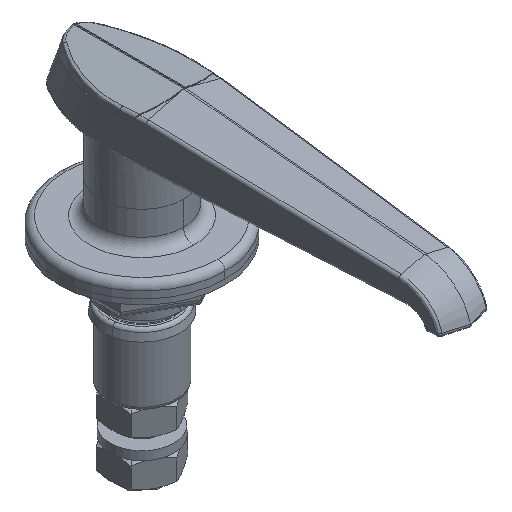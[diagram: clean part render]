
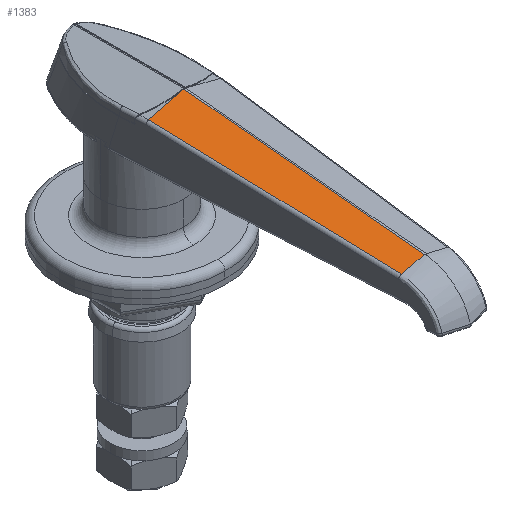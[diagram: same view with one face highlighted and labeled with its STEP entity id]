
A CAD part, isometric view. The second image highlights one B-rep face of the part: STEP entity #1383.
In plain terms, the highlighted planar face has unit normal (-0.259, -0.093, 0.961).
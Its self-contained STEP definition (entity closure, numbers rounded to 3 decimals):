
#184 = VERTEX_POINT ( 'NONE', #2838 ) ;
#1383 = ADVANCED_FACE ( 'NONE', ( #5485 ), #5483, .F. ) ;
#1384 = EDGE_LOOP ( 'NONE', ( #1385, #1388, #1448, #1451, #1454 ) ) ;
#1385 = ORIENTED_EDGE ( 'NONE', *, *, #1386, .T. ) ;
#1386 = EDGE_CURVE ( 'NONE', #1464, #1387, #5534, .T. ) ;
#1387 = VERTEX_POINT ( 'NONE', #5530 ) ;
#1388 = ORIENTED_EDGE ( 'NONE', *, *, #1389, .T. ) ;
#1389 = EDGE_CURVE ( 'NONE', #1387, #184, #5528, .T. ) ;
#1448 = ORIENTED_EDGE ( 'NONE', *, *, #1449, .T. ) ;
#1449 = EDGE_CURVE ( 'NONE', #184, #1450, #5729, .T. ) ;
#1450 = VERTEX_POINT ( 'NONE', #5749 ) ;
#1451 = ORIENTED_EDGE ( 'NONE', *, *, #1452, .T. ) ;
#1452 = EDGE_CURVE ( 'NONE', #1450, #1453, #5748, .T. ) ;
#1453 = VERTEX_POINT ( 'NONE', #5744 ) ;
#1454 = ORIENTED_EDGE ( 'NONE', *, *, #1455, .F. ) ;
#1455 = EDGE_CURVE ( 'NONE', #1464, #1453, #5743, .T. ) ;
#1464 = VERTEX_POINT ( 'NONE', #5813 ) ;
#2838 = CARTESIAN_POINT ( 'NONE',  ( -10.355, -12.268, 12.261 ) ) ;
#5479 = DIRECTION ( 'NONE',  ( -0.966, 0., -0.26 ) ) ;
#5480 = DIRECTION ( 'NONE',  ( 0.259, 0.093, -0.961 ) ) ;
#5481 = CARTESIAN_POINT ( 'NONE',  ( -15., -12.016, 11.035 ) ) ;
#5482 = AXIS2_PLACEMENT_3D ( 'NONE', #5481, #5480, #5479 ) ;
#5483 = PLANE ( 'NONE',  #5482 ) ;
#5485 = FACE_OUTER_BOUND ( 'NONE', #1384, .T. ) ;
#5524 = CARTESIAN_POINT ( 'NONE',  ( -10.355, -12.268, 12.261 ) ) ;
#5525 = CARTESIAN_POINT ( 'NONE',  ( -10.353, -12.268, 12.261 ) ) ;
#5526 = CARTESIAN_POINT ( 'NONE',  ( -10.352, -12.268, 12.262 ) ) ;
#5527 = CARTESIAN_POINT ( 'NONE',  ( -10.35, -12.268, 12.262 ) ) ;
#5528 =( BOUNDED_CURVE ( )  B_SPLINE_CURVE ( 3, ( #5527, #5526, #5525, #5524 ),
 .UNSPECIFIED., .F., .T. ) 
 B_SPLINE_CURVE_WITH_KNOTS ( ( 4, 4 ),
 ( 6.277, 6.282 ),
 .UNSPECIFIED. ) 
 CURVE ( )  GEOMETRIC_REPRESENTATION_ITEM ( )  RATIONAL_B_SPLINE_CURVE ( ( 1., 1., 1., 1. ) ) 
 REPRESENTATION_ITEM ( '' )  );
#5530 = CARTESIAN_POINT ( 'NONE',  ( -10.35, -12.268, 12.262 ) ) ;
#5531 = DIRECTION ( 'NONE',  ( -0.966, 0.013, -0.259 ) ) ;
#5532 = VECTOR ( 'NONE', #5531, 1000. ) ;
#5533 = CARTESIAN_POINT ( 'NONE',  ( -14.998, -12.207, 11.017 ) ) ;
#5534 = LINE ( 'NONE', #5533, #5532 ) ;
#5707 = DIRECTION ( 'NONE',  ( 0.052, -0.995, -0.082 ) ) ;
#5708 = VECTOR ( 'NONE', #5707, 1000. ) ;
#5709 = CARTESIAN_POINT ( 'NONE',  ( -10.375, -11.879, 12.293 ) ) ;
#5729 = LINE ( 'NONE', #5709, #5708 ) ;
#5740 = DIRECTION ( 'NONE',  ( 0., -0.995, -0.096 ) ) ;
#5741 = VECTOR ( 'NONE', #5740, 1000. ) ;
#5742 = CARTESIAN_POINT ( 'NONE',  ( -0.259, -12.397, 14.966 ) ) ;
#5743 = LINE ( 'NONE', #5742, #5741 ) ;
#5744 = CARTESIAN_POINT ( 'NONE',  ( -0.259, -81.932, 8.229 ) ) ;
#5745 = DIRECTION ( 'NONE',  ( 0.966, -0.025, 0.258 ) ) ;
#5746 = VECTOR ( 'NONE', #5745, 1000. ) ;
#5747 = CARTESIAN_POINT ( 'NONE',  ( -15., -81.551, 4.297 ) ) ;
#5748 = LINE ( 'NONE', #5747, #5746 ) ;
#5749 = CARTESIAN_POINT ( 'NONE',  ( -6.728, -81.765, 6.503 ) ) ;
#5813 = CARTESIAN_POINT ( 'NONE',  ( -0.259, -12.398, 14.966 ) ) ;
